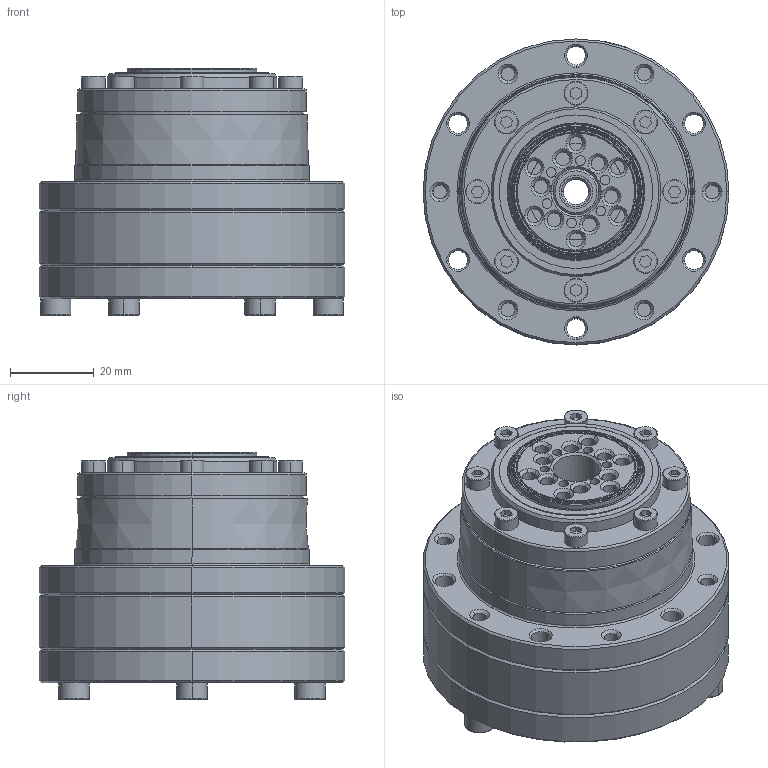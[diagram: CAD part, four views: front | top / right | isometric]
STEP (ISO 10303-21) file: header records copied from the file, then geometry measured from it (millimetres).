
FILE_DESCRIPTION (( 'STEP AP214' ), '1' );
FILE_NAME ('outside_A3057-04B01_CSG-14-xxx-2UH-LW-SP-A.STEP', '2020-11-17T06:22:42', ( '' ), ( '' ), 'SwSTEP 2.0', 'SolidWorks 2018', '' );
FILE_SCHEMA (( 'AUTOMOTIVE_DESIGN' ));
Length unit declared in the file: millimetre
Products named in the file (3): outside_A3057-04B01_CSG-14-xxx-2UH-LW-SP-A_fixed; outside_A3057-04B01_CSG-14-xxx-2UH-LW-SP-A_output; outside_A3057-04B01_CSG-14-xxx-2UH-LW-SP-A
Assembly tree (2 placements, depth 2):
  outside_A3057-04B01_CSG-14-xxx-2UH-LW-SP-A
    outside_A3057-04B01_CSG-14-xxx-2UH-LW-SP-A_fixed
    outside_A3057-04B01_CSG-14-xxx-2UH-LW-SP-A_output
Bounding box: 73 x 73 x 59 mm (x, y, z)
Volume: 154301 mm3; surface area: 41730.9 mm2
Topology: 2 solids, 2 shells, 987 faces, 2417 edges, 1546 vertices
Faces by surface type: plane 328, cylinder 310, cone 190, torus 104, bspline 32, sphere 23
Entity records: 33855 total; most frequent: CARTESIAN_POINT 10407, DIRECTION 5198, ORIENTED_EDGE 4696, EDGE_CURVE 2348, AXIS2_PLACEMENT_3D 2160, VERTEX_POINT 1500, CIRCLE 1200, EDGE_LOOP 1150
